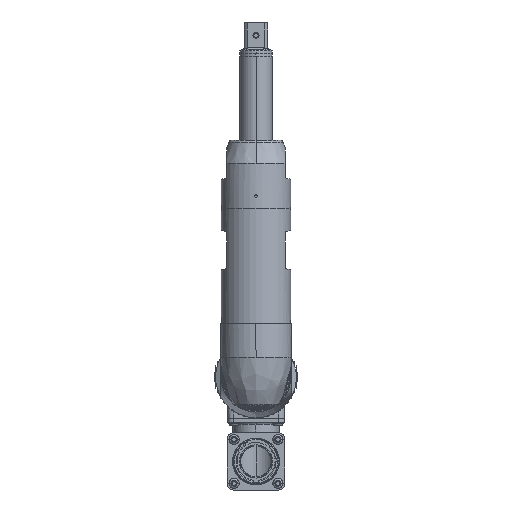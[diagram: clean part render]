
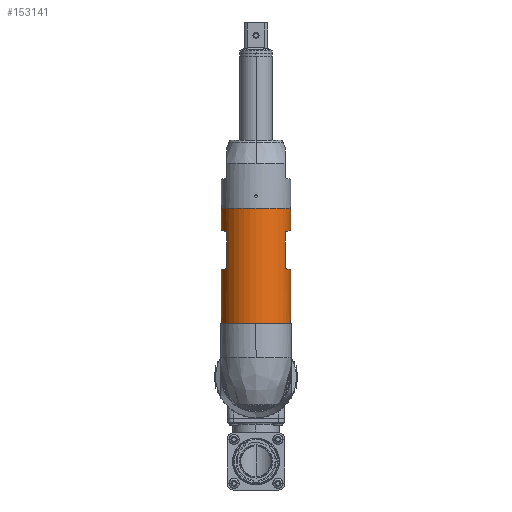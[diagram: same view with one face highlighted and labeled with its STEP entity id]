
A CAD part, left-side view. The second image highlights one B-rep face of the part: STEP entity #153141.
In plain terms, the highlighted cylindrical face has radius 18.86 mm (diameter 37.719 mm), a partial arc.
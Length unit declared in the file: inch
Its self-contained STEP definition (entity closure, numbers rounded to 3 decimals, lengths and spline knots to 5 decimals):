
#152782=DIRECTION('',(0.,0.,1.));
#152783=VECTOR('',#152782,0.46758);
#152784=CARTESIAN_POINT('',(-11.2325,0.7475,3.13742));
#152785=LINE('',#152784,#152783);
#152786=CARTESIAN_POINT('',(-11.2325,0.005,3.605));
#152787=DIRECTION('',(0.,0.,1.));
#152788=DIRECTION('',(0.,1.,0.));
#152789=AXIS2_PLACEMENT_3D('',#152786,#152787,#152788);
#152791=CARTESIAN_POINT('',(-11.2325,0.005,1.152));
#152792=DIRECTION('',(0.,0.,-1.));
#152793=DIRECTION('',(0.,-1.,0.));
#152794=AXIS2_PLACEMENT_3D('',#152791,#152792,#152793);
#152796=DIRECTION('',(0.,0.,1.));
#152797=VECTOR('',#152796,1.13958);
#152798=CARTESIAN_POINT('',(-11.2325,0.7475,1.152));
#152799=LINE('',#152798,#152797);
#152805=DIRECTION('',(0.,0.,1.));
#152806=VECTOR('',#152805,1.13958);
#152807=CARTESIAN_POINT('',(-11.2325,-0.7375,1.152));
#152808=LINE('',#152807,#152806);
#152809=DIRECTION('',(0.,0.,1.));
#152810=VECTOR('',#152809,0.46758);
#152811=CARTESIAN_POINT('',(-11.2325,-0.7375,3.13742));
#152812=LINE('',#152811,#152810);
#152826=CARTESIAN_POINT('',(-11.2325,0.7475,3.13742));
#152827=CARTESIAN_POINT('',(-11.26955,0.7475,3.13742));
#152828=CARTESIAN_POINT('',(-11.34192,0.74199,
3.13595));
#152829=CARTESIAN_POINT('',(-11.44573,0.71884,
3.12974));
#152830=CARTESIAN_POINT('',(-11.545,0.68134,
3.11969));
#152831=CARTESIAN_POINT('',(-11.60807,0.64656,
3.11038));
#152832=CARTESIAN_POINT('',(-11.63876,0.6265,3.105));
#152846=CARTESIAN_POINT('',(-11.2325,0.7475,2.29158));
#152847=CARTESIAN_POINT('',(-11.26955,0.7475,2.29158));
#152848=CARTESIAN_POINT('',(-11.34192,0.74199,
2.29305));
#152849=CARTESIAN_POINT('',(-11.44573,0.71884,
2.29926));
#152850=CARTESIAN_POINT('',(-11.545,0.68134,
2.30931));
#152851=CARTESIAN_POINT('',(-11.60807,0.64656,
2.31862));
#152852=CARTESIAN_POINT('',(-11.63876,0.6265,2.324));
#152862=DIRECTION('',(0.,0.,1.));
#152863=VECTOR('',#152862,0.781);
#152864=CARTESIAN_POINT('',(-11.63876,0.6265,2.324));
#152865=LINE('',#152864,#152863);
#152874=DIRECTION('',(0.,0.,1.));
#152875=VECTOR('',#152874,0.781);
#152876=CARTESIAN_POINT('',(-11.63876,-0.6165,2.324));
#152877=LINE('',#152876,#152875);
#152886=CARTESIAN_POINT('',(-11.63876,-0.6165,2.324));
#152887=CARTESIAN_POINT('',(-11.60807,-0.63656,
2.31862));
#152888=CARTESIAN_POINT('',(-11.545,-0.67134,
2.30931));
#152889=CARTESIAN_POINT('',(-11.44573,-0.70884,
2.29926));
#152890=CARTESIAN_POINT('',(-11.34192,-0.73199,
2.29305));
#152891=CARTESIAN_POINT('',(-11.26955,-0.7375,2.29158));
#152892=CARTESIAN_POINT('',(-11.2325,-0.7375,2.29158));
#152906=CARTESIAN_POINT('',(-11.63876,-0.6165,3.105));
#152907=CARTESIAN_POINT('',(-11.60807,-0.63656,
3.11038));
#152908=CARTESIAN_POINT('',(-11.545,-0.67134,
3.11969));
#152909=CARTESIAN_POINT('',(-11.44573,-0.70884,
3.12974));
#152910=CARTESIAN_POINT('',(-11.34192,-0.73199,
3.13595));
#152911=CARTESIAN_POINT('',(-11.26955,-0.7375,3.13742));
#152912=CARTESIAN_POINT('',(-11.2325,-0.7375,3.13742));
#153026=CARTESIAN_POINT('',(-11.2325,0.7475,3.605));
#153027=CARTESIAN_POINT('',(-11.2325,-0.7375,3.605));
#153028=VERTEX_POINT('',#153026);
#153029=VERTEX_POINT('',#153027);
#153030=CARTESIAN_POINT('',(-11.2325,-0.7375,1.152));
#153031=CARTESIAN_POINT('',(-11.2325,0.7475,1.152));
#153032=VERTEX_POINT('',#153030);
#153033=VERTEX_POINT('',#153031);
#153038=VERTEX_POINT('',#152846);
#153039=VERTEX_POINT('',#152852);
#153040=CARTESIAN_POINT('',(-11.63876,0.6265,3.105));
#153041=VERTEX_POINT('',#153040);
#153042=CARTESIAN_POINT('',(-11.63876,-0.6165,2.324));
#153043=CARTESIAN_POINT('',(-11.63876,-0.6165,3.105));
#153044=VERTEX_POINT('',#153042);
#153045=VERTEX_POINT('',#153043);
#153046=VERTEX_POINT('',#152892);
#153086=VERTEX_POINT('',#152826);
#153087=VERTEX_POINT('',#152912);
#153110=CARTESIAN_POINT('',(-11.2325,0.005,0.952));
#153111=DIRECTION('',(0.,0.,1.));
#153112=DIRECTION('',(0.,1.,0.));
#153113=AXIS2_PLACEMENT_3D('',#153110,#153111,#153112);
#153114=CYLINDRICAL_SURFACE('',#153113,0.7425);
#153116=ORIENTED_EDGE('',*,*,#153115,.T.);
#153118=ORIENTED_EDGE('',*,*,#153117,.T.);
#153120=ORIENTED_EDGE('',*,*,#153119,.F.);
#153122=ORIENTED_EDGE('',*,*,#153121,.T.);
#153124=ORIENTED_EDGE('',*,*,#153123,.T.);
#153126=ORIENTED_EDGE('',*,*,#153125,.F.);
#153128=ORIENTED_EDGE('',*,*,#153127,.F.);
#153130=ORIENTED_EDGE('',*,*,#153129,.F.);
#153132=ORIENTED_EDGE('',*,*,#153131,.T.);
#153134=ORIENTED_EDGE('',*,*,#153133,.F.);
#153136=ORIENTED_EDGE('',*,*,#153135,.T.);
#153138=ORIENTED_EDGE('',*,*,#153137,.T.);
#153139=EDGE_LOOP('',(#153116,#153118,#153120,#153122,#153124,#153126,#153128,
#153130,#153132,#153134,#153136,#153138));
#153140=FACE_OUTER_BOUND('',#153139,.F.);
#153141=ADVANCED_FACE('',(#153140),#153114,.T.);
#152790=CIRCLE('',#152789,0.7425);
#152795=CIRCLE('',#152794,0.7425);
#152833=B_SPLINE_CURVE_WITH_KNOTS('',3,(#152826,#152827,#152828,#152829,#152830,
#152831,#152832),.UNSPECIFIED.,.F.,.F.,(4,1,1,1,4),(0.,0.25,0.5,0.75,
1.),.UNSPECIFIED.);
#152853=B_SPLINE_CURVE_WITH_KNOTS('',3,(#152846,#152847,#152848,#152849,#152850,
#152851,#152852),.UNSPECIFIED.,.F.,.F.,(4,1,1,1,4),(0.,0.25,0.5,0.75,
1.),.UNSPECIFIED.);
#152893=B_SPLINE_CURVE_WITH_KNOTS('',3,(#152886,#152887,#152888,#152889,#152890,
#152891,#152892),.UNSPECIFIED.,.F.,.F.,(4,1,1,1,4),(0.,0.25,0.5,0.75,
1.),.UNSPECIFIED.);
#152913=B_SPLINE_CURVE_WITH_KNOTS('',3,(#152906,#152907,#152908,#152909,#152910,
#152911,#152912),.UNSPECIFIED.,.F.,.F.,(4,1,1,1,4),(0.,0.25,0.5,0.75,
1.),.UNSPECIFIED.);
#153115=EDGE_CURVE('',#153038,#153039,#152853,.T.);
#153117=EDGE_CURVE('',#153039,#153041,#152865,.T.);
#153119=EDGE_CURVE('',#153086,#153041,#152833,.T.);
#153121=EDGE_CURVE('',#153086,#153028,#152785,.T.);
#153123=EDGE_CURVE('',#153028,#153029,#152790,.T.);
#153125=EDGE_CURVE('',#153087,#153029,#152812,.T.);
#153127=EDGE_CURVE('',#153045,#153087,#152913,.T.);
#153129=EDGE_CURVE('',#153044,#153045,#152877,.T.);
#153131=EDGE_CURVE('',#153044,#153046,#152893,.T.);
#153133=EDGE_CURVE('',#153032,#153046,#152808,.T.);
#153135=EDGE_CURVE('',#153032,#153033,#152795,.T.);
#153137=EDGE_CURVE('',#153033,#153038,#152799,.T.);
